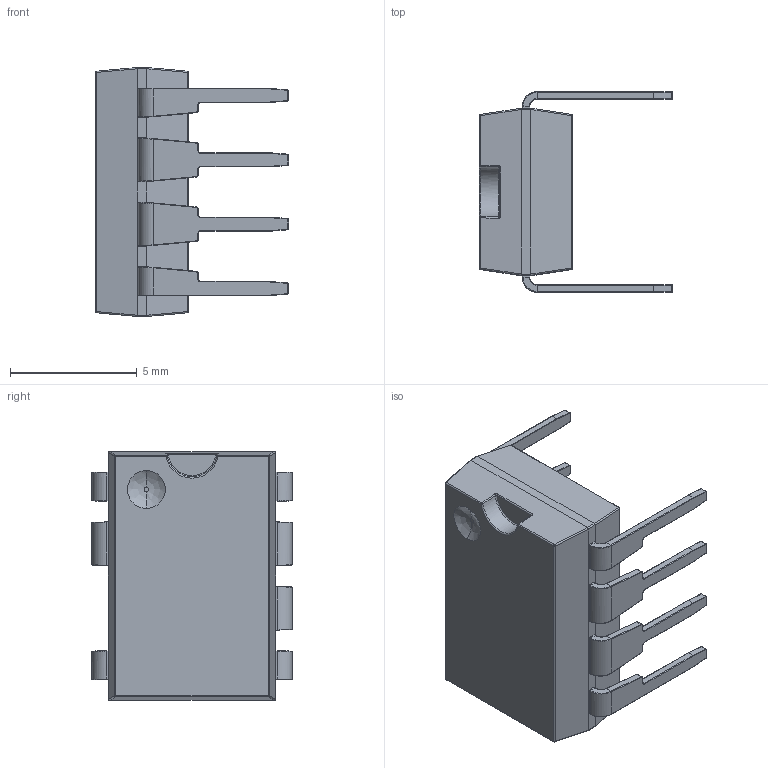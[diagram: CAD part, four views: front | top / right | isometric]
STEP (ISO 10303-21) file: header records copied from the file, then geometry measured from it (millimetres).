
FILE_DESCRIPTION(/* description */ (''),/* implementation_level */ '2;1');
FILE_NAME(/* name */ 'PDIP-8C_Assembly.stp',/* time_stamp */ '2020-07-06T12:52:34+04:00',/* author */ (''),/* organization */ (''),/* preprocessor_version */ 'ST-DEVELOPER v16.7',/* originating_system */ 'SIEMENS PLM Software NX 1904',/* authorisation */ '');
FILE_SCHEMA (('AUTOMOTIVE_DESIGN { 1 0 10303 214 3 1 1 1 }'));
Length unit declared in the file: millimetre
Products named in the file (8): pdip-8c_case_nx_prt; pdip-8c_pin_ms-001ba_nx_prt; prt0001_nx_prt; prt0002_nx_prt; prt0003_nx_prt; prt0004_nx_prt; pdip-8c_pin_nx_prt; pdip-8c_assembly_nx_asm
Assembly tree (8 placements, depth 2):
  pdip-8c_assembly_nx_asm
    pdip-8c_pin_nx_prt  x2
    prt0004_nx_prt
    prt0003_nx_prt
    prt0002_nx_prt
    prt0001_nx_prt
    pdip-8c_pin_ms-001ba_nx_prt
    pdip-8c_case_nx_prt
Bounding box: 7.62 x 7.91 x 9.83 mm (x, y, z)
Volume: 236.7 mm3; surface area: 335.8 mm2
Topology: 8 solids, 8 shells, 457 faces, 983 edges, 543 vertices
Faces by surface type: cylinder 203, plane 124, torus 78, bspline 42, sphere 10
Entity records: 12268 total; most frequent: CARTESIAN_POINT 3594, ORIENTED_EDGE 1684, DIRECTION 1674, EDGE_CURVE 842, AXIS2_PLACEMENT_3D 646, VERTEX_POINT 464, EDGE_LOOP 394, ADVANCED_FACE 393
